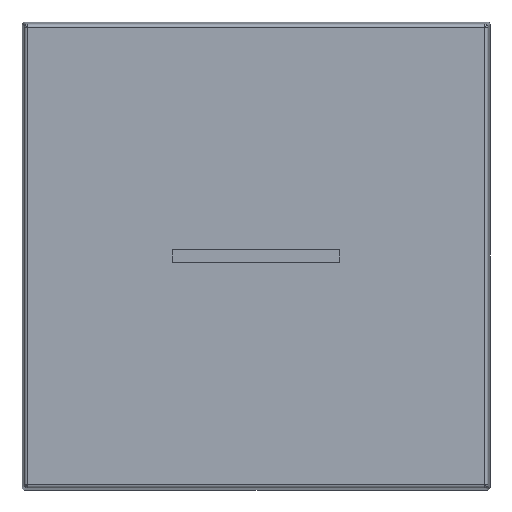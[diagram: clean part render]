
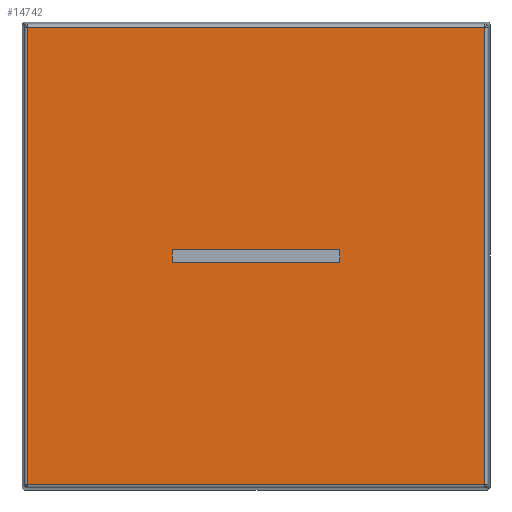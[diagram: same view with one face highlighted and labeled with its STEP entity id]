
A CAD part, left-side view. The second image highlights one B-rep face of the part: STEP entity #14742.
In plain terms, the highlighted planar face has unit normal (-1, 0, 0).
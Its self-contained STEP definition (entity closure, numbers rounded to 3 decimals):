
#75 = LINE ( 'NONE', #4754, #9535 ) ;
#255 = DIRECTION ( 'NONE',  ( 0., 0., -1. ) ) ;
#853 = EDGE_CURVE ( 'NONE', #10474, #16521, #75, .T. ) ;
#1269 = AXIS2_PLACEMENT_3D ( 'NONE', #6252, #21334, #4878 ) ;
#1295 = ORIENTED_EDGE ( 'NONE', *, *, #24888, .F. ) ;
#1347 = EDGE_CURVE ( 'NONE', #16604, #29426, #13769, .T. ) ;
#2755 = CARTESIAN_POINT ( 'NONE',  ( 0., 1.055, 14. ) ) ;
#2787 = LINE ( 'NONE', #19104, #9290 ) ;
#3258 = CARTESIAN_POINT ( 'NONE',  ( 0., -1.055, 14. ) ) ;
#3656 = ORIENTED_EDGE ( 'NONE', *, *, #28108, .F. ) ;
#4212 = DIRECTION ( 'NONE',  ( 0., -1., 0. ) ) ;
#4754 = CARTESIAN_POINT ( 'NONE',  ( 0., 0., -38.144 ) ) ;
#4783 = CARTESIAN_POINT ( 'NONE',  ( 0., 1.055, 14. ) ) ;
#4878 = DIRECTION ( 'NONE',  ( 0., 0., -1. ) ) ;
#5413 = ORIENTED_EDGE ( 'NONE', *, *, #12093, .F. ) ;
#5516 = DIRECTION ( 'NONE',  ( 0., -1., 0. ) ) ;
#5870 = VERTEX_POINT ( 'NONE', #12582 ) ;
#5918 = VERTEX_POINT ( 'NONE', #17983 ) ;
#6197 = CARTESIAN_POINT ( 'NONE',  ( 0., 38.144, -38.144 ) ) ;
#6252 = CARTESIAN_POINT ( 'NONE',  ( 0., 0., 0. ) ) ;
#6618 = VERTEX_POINT ( 'NONE', #25927 ) ;
#6827 = CARTESIAN_POINT ( 'NONE',  ( 0., 1.055, -14. ) ) ;
#6931 = DIRECTION ( 'NONE',  ( 0., 0., 1. ) ) ;
#6978 = DIRECTION ( 'NONE',  ( 0., 0., -1. ) ) ;
#6995 = ORIENTED_EDGE ( 'NONE', *, *, #1347, .F. ) ;
#7748 = EDGE_CURVE ( 'NONE', #5870, #5918, #9180, .T. ) ;
#9180 = LINE ( 'NONE', #13857, #24656 ) ;
#9235 = LINE ( 'NONE', #6827, #17445 ) ;
#9290 = VECTOR ( 'NONE', #5516, 1000. ) ;
#9338 = CARTESIAN_POINT ( 'NONE',  ( 0., 38.144, 0. ) ) ;
#9535 = VECTOR ( 'NONE', #27713, 1000. ) ;
#9592 = VECTOR ( 'NONE', #23294, 1000. ) ;
#9756 = LINE ( 'NONE', #18814, #18922 ) ;
#10066 = ORIENTED_EDGE ( 'NONE', *, *, #7748, .F. ) ;
#10474 = VERTEX_POINT ( 'NONE', #19956 ) ;
#10790 = PLANE ( 'NONE',  #1269 ) ;
#11709 = EDGE_CURVE ( 'NONE', #26896, #6618, #9235, .T. ) ;
#12093 = EDGE_CURVE ( 'NONE', #29426, #26896, #25468, .T. ) ;
#12582 = CARTESIAN_POINT ( 'NONE',  ( 0., 38.144, 38.144 ) ) ;
#12653 = VECTOR ( 'NONE', #13978, 1000. ) ;
#13039 = FACE_BOUND ( 'NONE', #26014, .T. ) ;
#13769 = LINE ( 'NONE', #22990, #9592 ) ;
#13857 = CARTESIAN_POINT ( 'NONE',  ( 0., 0., 38.144 ) ) ;
#13978 = DIRECTION ( 'NONE',  ( 0., 1., 0. ) ) ;
#14742 = ADVANCED_FACE ( 'NONE', ( #13039, #22267 ), #10790, .F. ) ;
#16521 = VERTEX_POINT ( 'NONE', #6197 ) ;
#16604 = VERTEX_POINT ( 'NONE', #28056 ) ;
#17445 = VECTOR ( 'NONE', #6978, 1000. ) ;
#17983 = CARTESIAN_POINT ( 'NONE',  ( 0., -38.144, 38.144 ) ) ;
#18814 = CARTESIAN_POINT ( 'NONE',  ( 0., -38.144, 0. ) ) ;
#18834 = LINE ( 'NONE', #9338, #28600 ) ;
#18922 = VECTOR ( 'NONE', #255, 1000. ) ;
#19104 = CARTESIAN_POINT ( 'NONE',  ( 0., 1.055, -14. ) ) ;
#19877 = EDGE_LOOP ( 'NONE', ( #10066, #1295, #29036, #3656 ) ) ;
#19956 = CARTESIAN_POINT ( 'NONE',  ( 0., -38.144, -38.144 ) ) ;
#21334 = DIRECTION ( 'NONE',  ( 1., 0., 0. ) ) ;
#22267 = FACE_OUTER_BOUND ( 'NONE', #19877, .T. ) ;
#22990 = CARTESIAN_POINT ( 'NONE',  ( 0., -1.055, -14. ) ) ;
#23294 = DIRECTION ( 'NONE',  ( 0., 0., 1. ) ) ;
#24656 = VECTOR ( 'NONE', #4212, 1000. ) ;
#24888 = EDGE_CURVE ( 'NONE', #16521, #5870, #18834, .T. ) ;
#25468 = LINE ( 'NONE', #4783, #12653 ) ;
#25508 = ORIENTED_EDGE ( 'NONE', *, *, #25529, .F. ) ;
#25529 = EDGE_CURVE ( 'NONE', #6618, #16604, #2787, .T. ) ;
#25927 = CARTESIAN_POINT ( 'NONE',  ( 0., 1.055, -14. ) ) ;
#26014 = EDGE_LOOP ( 'NONE', ( #6995, #25508, #27966, #5413 ) ) ;
#26896 = VERTEX_POINT ( 'NONE', #2755 ) ;
#27713 = DIRECTION ( 'NONE',  ( 0., 1., 0. ) ) ;
#27966 = ORIENTED_EDGE ( 'NONE', *, *, #11709, .F. ) ;
#28056 = CARTESIAN_POINT ( 'NONE',  ( 0., -1.055, -14. ) ) ;
#28108 = EDGE_CURVE ( 'NONE', #5918, #10474, #9756, .T. ) ;
#28600 = VECTOR ( 'NONE', #6931, 1000. ) ;
#29036 = ORIENTED_EDGE ( 'NONE', *, *, #853, .F. ) ;
#29426 = VERTEX_POINT ( 'NONE', #3258 ) ;
